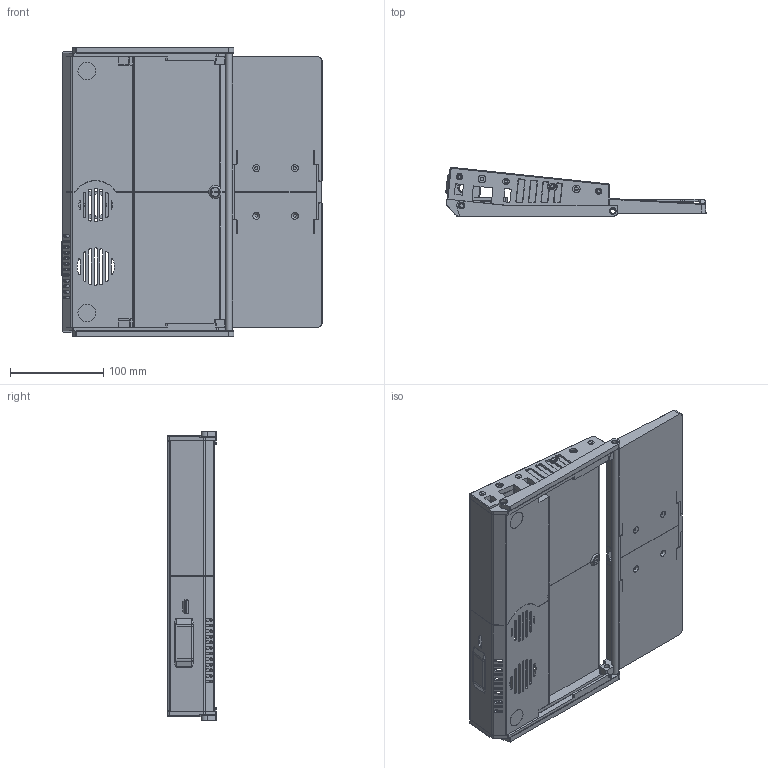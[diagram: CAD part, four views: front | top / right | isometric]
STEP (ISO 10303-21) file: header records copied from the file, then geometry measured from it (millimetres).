
FILE_DESCRIPTION(/* description */ (''),/* implementation_level */ '2;1');
FILE_NAME(/* name */ 'Mu_Cyberdeck_Case.step',/* time_stamp */ '2025-04-22T14:52:31-04:00',/* author */ (''),/* organization */ (''),/* preprocessor_version */ 'ST-DEVELOPER v20.1',/* originating_system */ 'Autodesk Translation Framework v14.4.0.0',/* authorisation */ '');
FILE_SCHEMA (('AUTOMOTIVE_DESIGN { 1 0 10303 214 3 1 1 }'));
Products named in the file (15): Mu_Cyberdeck_simplified; Sliding-KB; 3-Part-Frame; Main-Parts; Walls; left-body-wall; left-body-wall(Mirror); body-section; Top-Section; Upper_Front-Plate; speaker-cap; Folding-Stand; stand(Mirror) (2); tube; stand
Assembly tree (14 placements, depth 4):
  Mu_Cyberdeck_simplified
    Sliding-KB
      3-Part-Frame
    Main-Parts
      Walls
        left-body-wall
        left-body-wall(Mirror)
      body-section
      Top-Section
        Upper_Front-Plate
      speaker-cap
      Folding-Stand
        stand(Mirror) (2)
        tube
        stand
Bounding box: 278.88 x 52.2 x 309.17 mm (x, y, z)
Volume: 538628.7 mm3; surface area: 351431.3 mm2
Topology: 12 solids, 12 shells, 1628 faces, 4406 edges, 2833 vertices
Faces by surface type: plane 784, cylinder 645, cone 130, bspline 32, torus 25, sphere 12
Full cylindrical faces by diameter (mm): 3.2 x18, 3.8 x2, 4.1 x26, 4.2 x10, 5.2 x1, 5.6 x7, 6 x4, 6.6 x1, 7 x1, 7.1 x2, 7.2 x2, 7.4 x2, 8 x5, 8.2 x2, 9 x1, 19 x2, 23.2 x1, 36 x1, 40.1 x1
Entity records: 53104 total; most frequent: CARTESIAN_POINT 10325, DIRECTION 9103, ORIENTED_EDGE 8804, EDGE_CURVE 4402, AXIS2_PLACEMENT_3D 3163, VERTEX_POINT 2833, LINE 2777, VECTOR 2777
